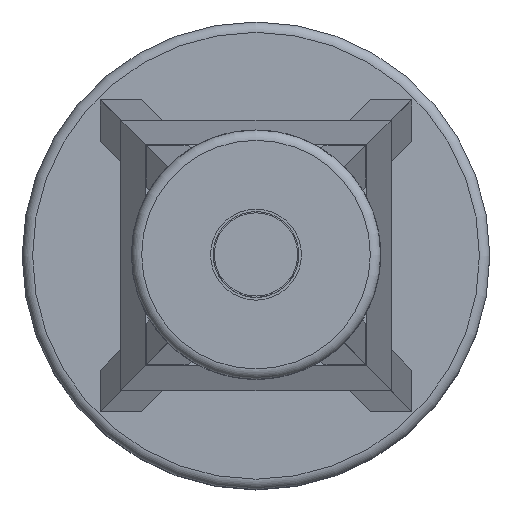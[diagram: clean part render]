
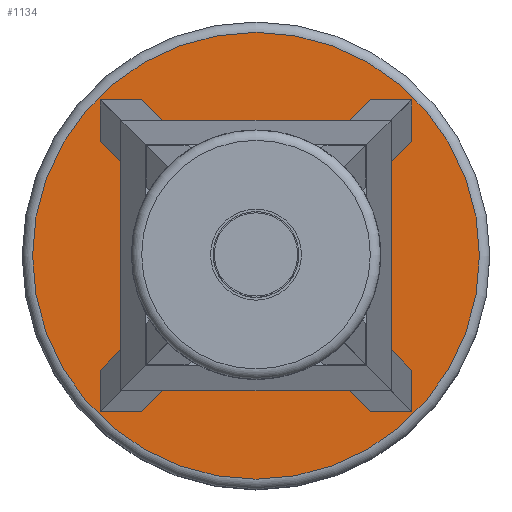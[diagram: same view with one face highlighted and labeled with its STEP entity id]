
A CAD part, top view. The second image highlights one B-rep face of the part: STEP entity #1134.
In plain terms, the highlighted planar face has unit normal (0, 0, 1).
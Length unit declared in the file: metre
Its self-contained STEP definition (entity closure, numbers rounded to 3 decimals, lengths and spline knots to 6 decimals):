
#41=FACE_BOUND('',#171,.T.);
#42=FACE_BOUND('',#172,.T.);
#43=FACE_BOUND('',#173,.T.);
#44=FACE_BOUND('',#174,.T.);
#45=FACE_BOUND('',#175,.T.);
#60=PLANE('',#1217);
#107=FACE_OUTER_BOUND('',#170,.T.);
#170=EDGE_LOOP('',(#809));
#171=EDGE_LOOP('',(#810,#811,#812,#813,#814));
#172=EDGE_LOOP('',(#815));
#173=EDGE_LOOP('',(#816,#817,#818,#819,#820));
#174=EDGE_LOOP('',(#821,#822,#823,#824,#825));
#175=EDGE_LOOP('',(#826,#827,#828,#829,#830));
#248=LINE('',#1615,#375);
#249=LINE('',#1617,#376);
#250=LINE('',#1619,#377);
#251=LINE('',#1621,#378);
#252=LINE('',#1622,#379);
#253=LINE('',#1627,#380);
#254=LINE('',#1629,#381);
#255=LINE('',#1631,#382);
#256=LINE('',#1633,#383);
#257=LINE('',#1634,#384);
#258=LINE('',#1637,#385);
#259=LINE('',#1639,#386);
#260=LINE('',#1641,#387);
#261=LINE('',#1643,#388);
#262=LINE('',#1644,#389);
#263=LINE('',#1647,#390);
#264=LINE('',#1649,#391);
#265=LINE('',#1651,#392);
#266=LINE('',#1653,#393);
#267=LINE('',#1654,#394);
#375=VECTOR('',#1318,0.05);
#376=VECTOR('',#1319,0.05);
#377=VECTOR('',#1320,0.05);
#378=VECTOR('',#1321,0.05);
#379=VECTOR('',#1322,0.05);
#380=VECTOR('',#1325,0.05);
#381=VECTOR('',#1326,0.05);
#382=VECTOR('',#1327,0.05);
#383=VECTOR('',#1328,0.05);
#384=VECTOR('',#1329,0.05);
#385=VECTOR('',#1330,0.05);
#386=VECTOR('',#1331,0.05);
#387=VECTOR('',#1332,0.05);
#388=VECTOR('',#1333,0.05);
#389=VECTOR('',#1334,0.05);
#390=VECTOR('',#1335,0.05);
#391=VECTOR('',#1336,0.05);
#392=VECTOR('',#1337,0.05);
#393=VECTOR('',#1338,0.05);
#394=VECTOR('',#1339,0.05);
#504=CIRCLE('',#1213,0.1075);
#508=CIRCLE('',#1218,0.0125);
#532=VERTEX_POINT('',#1605);
#535=VERTEX_POINT('',#1613);
#536=VERTEX_POINT('',#1614);
#537=VERTEX_POINT('',#1616);
#538=VERTEX_POINT('',#1618);
#539=VERTEX_POINT('',#1620);
#540=VERTEX_POINT('',#1623);
#541=VERTEX_POINT('',#1625);
#542=VERTEX_POINT('',#1626);
#543=VERTEX_POINT('',#1628);
#544=VERTEX_POINT('',#1630);
#545=VERTEX_POINT('',#1632);
#546=VERTEX_POINT('',#1635);
#547=VERTEX_POINT('',#1636);
#548=VERTEX_POINT('',#1638);
#549=VERTEX_POINT('',#1640);
#550=VERTEX_POINT('',#1642);
#551=VERTEX_POINT('',#1645);
#552=VERTEX_POINT('',#1646);
#553=VERTEX_POINT('',#1648);
#554=VERTEX_POINT('',#1650);
#555=VERTEX_POINT('',#1652);
#639=EDGE_CURVE('',#532,#532,#504,.T.);
#643=EDGE_CURVE('',#535,#536,#248,.T.);
#644=EDGE_CURVE('',#536,#537,#249,.T.);
#645=EDGE_CURVE('',#537,#538,#250,.T.);
#646=EDGE_CURVE('',#538,#539,#251,.T.);
#647=EDGE_CURVE('',#539,#535,#252,.T.);
#648=EDGE_CURVE('',#540,#540,#508,.T.);
#649=EDGE_CURVE('',#541,#542,#253,.T.);
#650=EDGE_CURVE('',#542,#543,#254,.T.);
#651=EDGE_CURVE('',#543,#544,#255,.T.);
#652=EDGE_CURVE('',#544,#545,#256,.T.);
#653=EDGE_CURVE('',#545,#541,#257,.T.);
#654=EDGE_CURVE('',#546,#547,#258,.T.);
#655=EDGE_CURVE('',#547,#548,#259,.T.);
#656=EDGE_CURVE('',#548,#549,#260,.T.);
#657=EDGE_CURVE('',#549,#550,#261,.T.);
#658=EDGE_CURVE('',#550,#546,#262,.T.);
#659=EDGE_CURVE('',#551,#552,#263,.T.);
#660=EDGE_CURVE('',#552,#553,#264,.T.);
#661=EDGE_CURVE('',#553,#554,#265,.T.);
#662=EDGE_CURVE('',#554,#555,#266,.T.);
#663=EDGE_CURVE('',#555,#551,#267,.T.);
#809=ORIENTED_EDGE('',*,*,#639,.F.);
#810=ORIENTED_EDGE('',*,*,#643,.T.);
#811=ORIENTED_EDGE('',*,*,#644,.T.);
#812=ORIENTED_EDGE('',*,*,#645,.T.);
#813=ORIENTED_EDGE('',*,*,#646,.T.);
#814=ORIENTED_EDGE('',*,*,#647,.T.);
#815=ORIENTED_EDGE('',*,*,#648,.T.);
#816=ORIENTED_EDGE('',*,*,#649,.T.);
#817=ORIENTED_EDGE('',*,*,#650,.T.);
#818=ORIENTED_EDGE('',*,*,#651,.T.);
#819=ORIENTED_EDGE('',*,*,#652,.T.);
#820=ORIENTED_EDGE('',*,*,#653,.T.);
#821=ORIENTED_EDGE('',*,*,#654,.T.);
#822=ORIENTED_EDGE('',*,*,#655,.T.);
#823=ORIENTED_EDGE('',*,*,#656,.T.);
#824=ORIENTED_EDGE('',*,*,#657,.T.);
#825=ORIENTED_EDGE('',*,*,#658,.T.);
#826=ORIENTED_EDGE('',*,*,#659,.T.);
#827=ORIENTED_EDGE('',*,*,#660,.T.);
#828=ORIENTED_EDGE('',*,*,#661,.T.);
#829=ORIENTED_EDGE('',*,*,#662,.T.);
#830=ORIENTED_EDGE('',*,*,#663,.T.);
#1134=ADVANCED_FACE('',(#107,#41,#42,#43,#44,#45),#60,.T.);
#1213=AXIS2_PLACEMENT_3D('',#1606,#1308,#1309);
#1217=AXIS2_PLACEMENT_3D('',#1612,#1316,#1317);
#1218=AXIS2_PLACEMENT_3D('',#1624,#1323,#1324);
#1308=DIRECTION('center_axis',(0.,0.,-1.));
#1309=DIRECTION('ref_axis',(1.,0.,0.));
#1316=DIRECTION('center_axis',(0.,0.,1.));
#1317=DIRECTION('ref_axis',(1.,0.,0.));
#1318=DIRECTION('',(-1.,0.,0.));
#1319=DIRECTION('',(0.,1.,0.));
#1320=DIRECTION('',(1.,0.,0.));
#1321=DIRECTION('',(0.,-1.,0.));
#1322=DIRECTION('',(0.,-1.,0.));
#1323=DIRECTION('center_axis',(0.,0.,-1.));
#1324=DIRECTION('ref_axis',(-1.,0.,0.));
#1325=DIRECTION('',(-1.,0.,0.));
#1326=DIRECTION('',(0.,1.,0.));
#1327=DIRECTION('',(1.,0.,0.));
#1328=DIRECTION('',(1.,0.,0.));
#1329=DIRECTION('',(0.,-1.,0.));
#1330=DIRECTION('',(0.,-1.,0.));
#1331=DIRECTION('',(-1.,0.,0.));
#1332=DIRECTION('',(0.,1.,0.));
#1333=DIRECTION('',(1.,0.,0.));
#1334=DIRECTION('',(1.,0.,0.));
#1335=DIRECTION('',(0.,1.,0.));
#1336=DIRECTION('',(1.,0.,0.));
#1337=DIRECTION('',(0.,-1.,0.));
#1338=DIRECTION('',(-1.,0.,0.));
#1339=DIRECTION('',(-1.,0.,0.));
#1605=CARTESIAN_POINT('',(0.,0.1075,0.1));
#1606=CARTESIAN_POINT('Origin',(0.,0.,0.1));
#1612=CARTESIAN_POINT('Origin',(0.,0.,0.1));
#1613=CARTESIAN_POINT('',(0.075,-0.075,0.1));
#1614=CARTESIAN_POINT('',(0.055,-0.075,0.1));
#1615=CARTESIAN_POINT('',(0.075,-0.075,0.1));
#1616=CARTESIAN_POINT('',(0.055,-0.055,0.1));
#1617=CARTESIAN_POINT('',(0.055,-0.075,0.1));
#1618=CARTESIAN_POINT('',(0.075,-0.055,0.1));
#1619=CARTESIAN_POINT('',(0.055,-0.055,0.1));
#1620=CARTESIAN_POINT('',(0.075,-0.074792,0.1));
#1621=CARTESIAN_POINT('',(0.075,-0.055,0.1));
#1622=CARTESIAN_POINT('',(0.075,-0.055,0.1));
#1623=CARTESIAN_POINT('',(0.0125,0.,0.1));
#1624=CARTESIAN_POINT('Origin',(0.,0.,0.1));
#1625=CARTESIAN_POINT('',(-0.055,0.055,0.1));
#1626=CARTESIAN_POINT('',(-0.075,0.055,0.1));
#1627=CARTESIAN_POINT('',(-0.0275,0.055,0.1));
#1628=CARTESIAN_POINT('',(-0.075,0.075,0.1));
#1629=CARTESIAN_POINT('',(-0.075,0.0275,0.1));
#1630=CARTESIAN_POINT('',(-0.074792,0.075,0.1));
#1631=CARTESIAN_POINT('',(-0.075,0.075,0.1));
#1632=CARTESIAN_POINT('',(-0.055,0.075,0.1));
#1633=CARTESIAN_POINT('',(-0.037396,0.075,0.1));
#1634=CARTESIAN_POINT('',(-0.055,0.0375,0.1));
#1635=CARTESIAN_POINT('',(0.075,0.075,0.1));
#1636=CARTESIAN_POINT('',(0.075,0.055,0.1));
#1637=CARTESIAN_POINT('',(0.075,0.0275,0.1));
#1638=CARTESIAN_POINT('',(0.055,0.055,0.1));
#1639=CARTESIAN_POINT('',(0.0275,0.055,0.1));
#1640=CARTESIAN_POINT('',(0.055,0.075,0.1));
#1641=CARTESIAN_POINT('',(0.055,0.0375,0.1));
#1642=CARTESIAN_POINT('',(0.074792,0.075,0.1));
#1643=CARTESIAN_POINT('',(0.037396,0.075,0.1));
#1644=CARTESIAN_POINT('',(0.074792,0.075,0.1));
#1645=CARTESIAN_POINT('',(-0.075,-0.075,0.1));
#1646=CARTESIAN_POINT('',(-0.075,-0.055,0.1));
#1647=CARTESIAN_POINT('',(-0.075,-0.0275,0.1));
#1648=CARTESIAN_POINT('',(-0.055,-0.055,0.1));
#1649=CARTESIAN_POINT('',(-0.0275,-0.055,0.1));
#1650=CARTESIAN_POINT('',(-0.055,-0.075,0.1));
#1651=CARTESIAN_POINT('',(-0.055,-0.0375,0.1));
#1652=CARTESIAN_POINT('',(-0.074792,-0.075,0.1));
#1653=CARTESIAN_POINT('',(-0.037396,-0.075,0.1));
#1654=CARTESIAN_POINT('',(-0.074792,-0.075,0.1));
